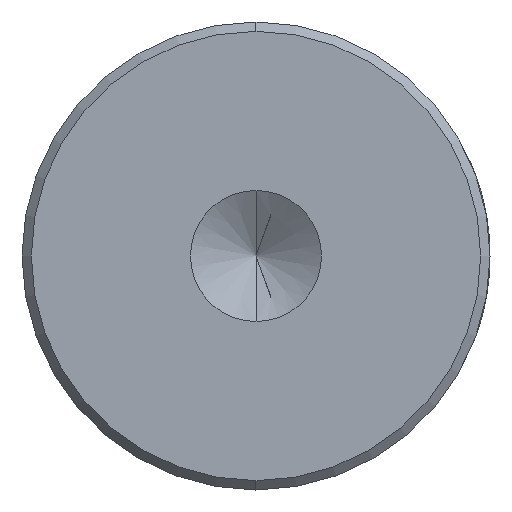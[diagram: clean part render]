
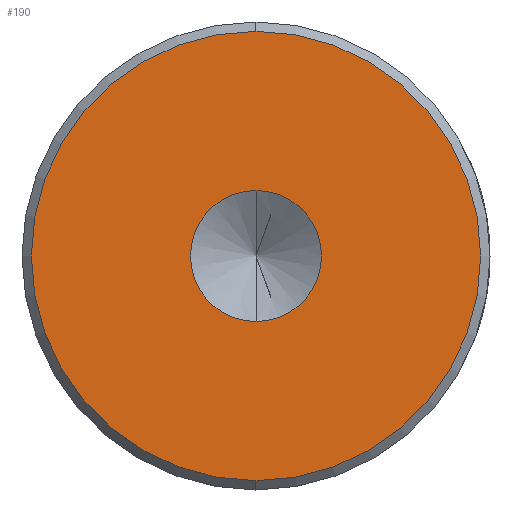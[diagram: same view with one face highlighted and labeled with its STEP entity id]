
A CAD part, left-side view. The second image highlights one B-rep face of the part: STEP entity #190.
In plain terms, the highlighted planar face has unit normal (-1, 0, 0).
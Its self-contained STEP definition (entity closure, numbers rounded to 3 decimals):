
#11 = CIRCLE ( 'NONE', #510, 12.001 ) ;
#46 = DIRECTION ( 'NONE',  ( 0., 0., 1. ) ) ;
#97 = DIRECTION ( 'NONE',  ( -1., 0., 0. ) ) ;
#116 = DIRECTION ( 'NONE',  ( 0., 0., 1. ) ) ;
#127 = AXIS2_PLACEMENT_3D ( 'NONE', #842, #744, #116 ) ;
#147 = CARTESIAN_POINT ( 'NONE',  ( 0., 0., 3.5 ) ) ;
#190 = ADVANCED_FACE ( 'NONE', ( #838, #1113 ), #646, .T. ) ;
#199 = CIRCLE ( 'NONE', #1122, 3.5 ) ;
#209 = VERTEX_POINT ( 'NONE', #739 ) ;
#268 = VERTEX_POINT ( 'NONE', #865 ) ;
#271 = ORIENTED_EDGE ( 'NONE', *, *, #986, .T. ) ;
#334 = CIRCLE ( 'NONE', #369, 3.5 ) ;
#363 = DIRECTION ( 'NONE',  ( -1., 0., 0. ) ) ;
#369 = AXIS2_PLACEMENT_3D ( 'NONE', #964, #363, #1070 ) ;
#378 = ORIENTED_EDGE ( 'NONE', *, *, #819, .T. ) ;
#407 = DIRECTION ( 'NONE',  ( -1., 0., 0. ) ) ;
#422 = VERTEX_POINT ( 'NONE', #147 ) ;
#510 = AXIS2_PLACEMENT_3D ( 'NONE', #1281, #675, #46 ) ;
#534 = CARTESIAN_POINT ( 'NONE',  ( 0., 0., -12.001 ) ) ;
#646 = PLANE ( 'NONE',  #127 ) ;
#675 = DIRECTION ( 'NONE',  ( -1., 0., 0. ) ) ;
#720 = CARTESIAN_POINT ( 'NONE',  ( 0., 0., 0. ) ) ;
#739 = CARTESIAN_POINT ( 'NONE',  ( 0., 0., -3.5 ) ) ;
#740 = EDGE_CURVE ( 'NONE', #422, #209, #334, .T. ) ;
#744 = DIRECTION ( 'NONE',  ( -1., 0., 0. ) ) ;
#752 = CIRCLE ( 'NONE', #910, 12.001 ) ;
#819 = EDGE_CURVE ( 'NONE', #1139, #268, #11, .T. ) ;
#825 = DIRECTION ( 'NONE',  ( 0., 0., 1. ) ) ;
#838 = FACE_OUTER_BOUND ( 'NONE', #1007, .T. ) ;
#842 = CARTESIAN_POINT ( 'NONE',  ( 0., 0., 0. ) ) ;
#865 = CARTESIAN_POINT ( 'NONE',  ( 0., 0., 12.001 ) ) ;
#910 = AXIS2_PLACEMENT_3D ( 'NONE', #1008, #407, #1123 ) ;
#964 = CARTESIAN_POINT ( 'NONE',  ( 0., 0., 0. ) ) ;
#986 = EDGE_CURVE ( 'NONE', #268, #1139, #752, .T. ) ;
#1007 = EDGE_LOOP ( 'NONE', ( #378, #271 ) ) ;
#1008 = CARTESIAN_POINT ( 'NONE',  ( 0., 0., 0. ) ) ;
#1029 = EDGE_CURVE ( 'NONE', #209, #422, #199, .T. ) ;
#1070 = DIRECTION ( 'NONE',  ( 0., 0., 1. ) ) ;
#1108 = ORIENTED_EDGE ( 'NONE', *, *, #1029, .F. ) ;
#1113 = FACE_BOUND ( 'NONE', #1184, .T. ) ;
#1122 = AXIS2_PLACEMENT_3D ( 'NONE', #720, #97, #825 ) ;
#1123 = DIRECTION ( 'NONE',  ( 0., 0., 1. ) ) ;
#1139 = VERTEX_POINT ( 'NONE', #534 ) ;
#1184 = EDGE_LOOP ( 'NONE', ( #1295, #1108 ) ) ;
#1281 = CARTESIAN_POINT ( 'NONE',  ( 0., 0., 0. ) ) ;
#1295 = ORIENTED_EDGE ( 'NONE', *, *, #740, .F. ) ;
